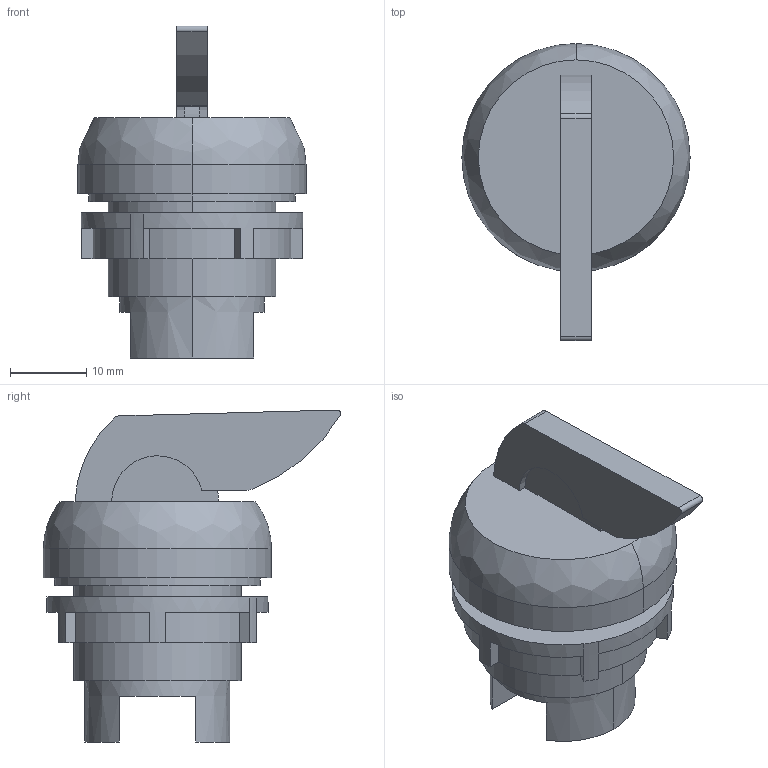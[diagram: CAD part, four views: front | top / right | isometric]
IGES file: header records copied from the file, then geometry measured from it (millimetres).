
Start section:  PTC IGES file: bouton_023931.igs
Global section: file name: 78Hbouton_023931.igs; native system:  by Parametric Technology Corporation; preprocessor: 2013430; organization: Unknown; date: 20190109.090103; units: millimetre
Bounding box: 29.9 x 38.95 x 43.5 mm (x, y, z)
Volume: 15515.7 mm3; surface area: 5262.9 mm2
Topology: 1 solids, 1 shells, 63 faces, 161 edges, 106 vertices
Faces by surface type: bspline 35, revolution 28
